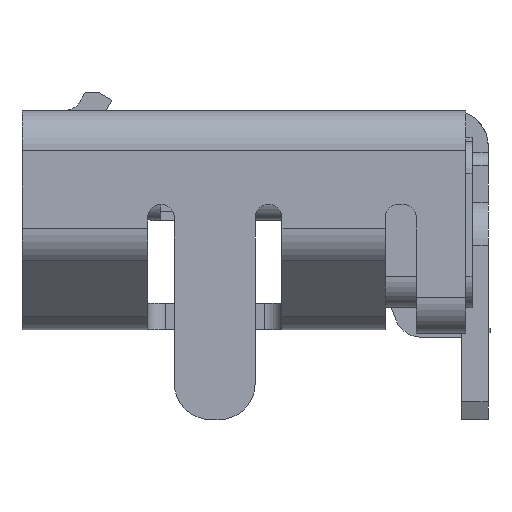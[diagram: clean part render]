
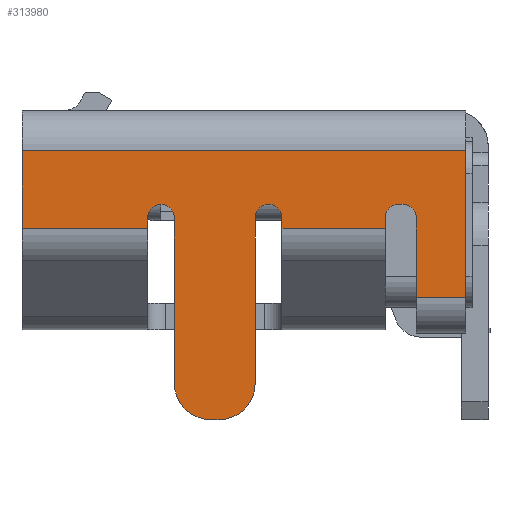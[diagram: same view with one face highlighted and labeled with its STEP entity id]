
A CAD part, left-side view. The second image highlights one B-rep face of the part: STEP entity #313980.
In plain terms, the highlighted planar face has unit normal (-1, 0, 0).
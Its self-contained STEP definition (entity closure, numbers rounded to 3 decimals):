
#56490=CARTESIAN_POINT('',(-15.5,-20.,0.87));
#56500=VERTEX_POINT('',#56490);
#56530=CARTESIAN_POINT('',(-15.5,-20.,0.));
#56540=DIRECTION('',(-0.,-0.,-1.));
#56550=VECTOR('',#56540,1.);
#56560=LINE('',#56530,#56550);
#56570=CARTESIAN_POINT('',(-15.5,-20.,2.51));
#56580=VERTEX_POINT('',#56570);
#56590=EDGE_CURVE('',#56580,#56500,#56560,.T.);
#242340=CARTESIAN_POINT('',(-15.5,-19.437,
0.87));
#242350=DIRECTION('',(0.,-1.,0.));
#242360=VECTOR('',#242350,1.);
#242370=LINE('',#242340,#242360);
#242380=CARTESIAN_POINT('',(-15.5,-19.45,0.87));
#242390=VERTEX_POINT('',#242380);
#242400=EDGE_CURVE('',#242390,#56500,#242370,.T.);
#242790=CARTESIAN_POINT('',(-15.5,-19.1,1.643));
#242800=VERTEX_POINT('',#242790);
#242830=CARTESIAN_POINT('',(-15.5,-19.1,0.));
#242840=DIRECTION('',(-0.,-0.,1.));
#242850=VECTOR('',#242840,1.);
#242860=LINE('',#242830,#242850);
#242870=CARTESIAN_POINT('',(-15.5,-19.1,1.76));
#242880=VERTEX_POINT('',#242870);
#242890=EDGE_CURVE('',#242800,#242880,#242860,.T.);
#290530=CARTESIAN_POINT('',(-15.5,-20.099,2.51));
#290540=DIRECTION('',(0.,1.,0.));
#290550=VECTOR('',#290540,1.);
#290560=LINE('',#290530,#290550);
#290570=CARTESIAN_POINT('',(-15.5,-15.05,2.51));
#290580=VERTEX_POINT('',#290570);
#290590=EDGE_CURVE('',#56580,#290580,#290560,.T.);
#312120=CARTESIAN_POINT('',(-15.5,-19.25,1.76));
#312130=DIRECTION('',(-1.,0.,0.));
#312140=DIRECTION('',(0.,1.,0.));
#312150=AXIS2_PLACEMENT_3D('',#312120,#312130,#312140);
#312160=CIRCLE('',#312150,0.15);
#312170=CARTESIAN_POINT('',(-15.5,-19.25,1.91));
#312180=VERTEX_POINT('',#312170);
#312190=EDGE_CURVE('',#312180,#242880,#312160,.T.);
#312400=CARTESIAN_POINT('',(-15.5,-19.3,1.91));
#312410=VERTEX_POINT('',#312400);
#312460=CARTESIAN_POINT('',(-15.5,0.,1.91));
#312470=DIRECTION('',(-0.,-1.,0.));
#312480=VECTOR('',#312470,1.);
#312490=LINE('',#312460,#312480);
#312500=EDGE_CURVE('',#312180,#312410,#312490,.T.);
#312610=CARTESIAN_POINT('',(-15.5,-19.3,1.76));
#312620=DIRECTION('',(-1.,0.,0.));
#312630=DIRECTION('',(0.,1.,0.));
#312640=AXIS2_PLACEMENT_3D('',#312610,#312620,#312630);
#312650=CIRCLE('',#312640,0.15);
#312660=CARTESIAN_POINT('',(-15.5,-19.45,1.76));
#312670=VERTEX_POINT('',#312660);
#312680=EDGE_CURVE('',#312670,#312410,#312650,.T.);
#312800=CARTESIAN_POINT('',(-15.5,-14.951,2.57));
#312810=DIRECTION('',(-1.,0.,0.));
#312820=DIRECTION('',(0.,1.,0.));
#312830=AXIS2_PLACEMENT_3D('',#312800,#312810,#312820);
#312840=PLANE('',#312830);
#312850=CARTESIAN_POINT('',(-15.5,-17.95,0.));
#312860=DIRECTION('',(-0.,-0.,1.));
#312870=VECTOR('',#312860,1.);
#312880=LINE('',#312850,#312870);
#312890=CARTESIAN_POINT('',(-15.5,-17.95,1.643));
#312900=VERTEX_POINT('',#312890);
#312910=CARTESIAN_POINT('',(-15.5,-17.95,1.76));
#312920=VERTEX_POINT('',#312910);
#312930=EDGE_CURVE('',#312900,#312920,#312880,.T.);
#312940=ORIENTED_EDGE('',*,*,#312930,.F.);
#312950=CARTESIAN_POINT('',(-15.5,-17.8,1.76));
#312960=DIRECTION('',(-1.,0.,0.));
#312970=DIRECTION('',(0.,1.,0.));
#312980=AXIS2_PLACEMENT_3D('',#312950,#312960,#312970);
#312990=CIRCLE('',#312980,0.15);
#313000=CARTESIAN_POINT('',(-15.5,-17.65,1.76));
#313010=VERTEX_POINT('',#313000);
#313020=EDGE_CURVE('',#312920,#313010,#312990,.T.);
#313030=ORIENTED_EDGE('',*,*,#313020,.F.);
#313040=CARTESIAN_POINT('',(-15.5,-17.65,0.));
#313050=DIRECTION('',(-0.,-0.,1.));
#313060=VECTOR('',#313050,1.);
#313070=LINE('',#313040,#313060);
#313080=CARTESIAN_POINT('',(-15.5,-17.65,-0.09));
#313090=VERTEX_POINT('',#313080);
#313100=EDGE_CURVE('',#313090,#313010,#313070,.T.);
#313110=ORIENTED_EDGE('',*,*,#313100,.T.);
#313120=CARTESIAN_POINT('',(-15.5,-17.25,-0.09));
#313130=DIRECTION('',(1.,-0.,-0.));
#313140=DIRECTION('',(0.,1.,0.));
#313150=AXIS2_PLACEMENT_3D('',#313120,#313130,#313140);
#313160=CIRCLE('',#313150,0.4);
#313170=CARTESIAN_POINT('',(-15.5,-17.25,-0.49));
#313180=VERTEX_POINT('',#313170);
#313190=EDGE_CURVE('',#313090,#313180,#313160,.T.);
#313200=ORIENTED_EDGE('',*,*,#313190,.F.);
#313210=CARTESIAN_POINT('',(-15.5,0.,-0.49));
#313220=DIRECTION('',(-0.,-1.,0.));
#313230=VECTOR('',#313220,1.);
#313240=LINE('',#313210,#313230);
#313250=CARTESIAN_POINT('',(-15.5,-17.15,-0.49));
#313260=VERTEX_POINT('',#313250);
#313270=EDGE_CURVE('',#313260,#313180,#313240,.T.);
#313280=ORIENTED_EDGE('',*,*,#313270,.T.);
#313290=CARTESIAN_POINT('',(-15.5,-17.15,-0.09))
;
#313300=DIRECTION('',(1.,-0.,-0.));
#313310=DIRECTION('',(0.,1.,0.));
#313320=AXIS2_PLACEMENT_3D('',#313290,#313300,#313310);
#313330=CIRCLE('',#313320,0.4);
#313340=CARTESIAN_POINT('',(-15.5,-16.75,-0.09))
;
#313350=VERTEX_POINT('',#313340);
#313360=EDGE_CURVE('',#313260,#313350,#313330,.T.);
#313370=ORIENTED_EDGE('',*,*,#313360,.F.);
#313380=CARTESIAN_POINT('',(-15.5,-16.75,0.));
#313390=DIRECTION('',(-0.,-0.,-1.));
#313400=VECTOR('',#313390,1.);
#313410=LINE('',#313380,#313400);
#313420=CARTESIAN_POINT('',(-15.5,-16.75,1.76));
#313430=VERTEX_POINT('',#313420);
#313440=EDGE_CURVE('',#313430,#313350,#313410,.T.);
#313450=ORIENTED_EDGE('',*,*,#313440,.T.);
#313460=CARTESIAN_POINT('',(-15.5,-16.6,1.76));
#313470=DIRECTION('',(-1.,-0.,-0.));
#313480=DIRECTION('',(0.,-1.,0.));
#313490=AXIS2_PLACEMENT_3D('',#313460,#313470,#313480);
#313500=CIRCLE('',#313490,0.15);
#313510=CARTESIAN_POINT('',(-15.5,-16.45,1.76));
#313520=VERTEX_POINT('',#313510);
#313530=EDGE_CURVE('',#313430,#313520,#313500,.T.);
#313540=ORIENTED_EDGE('',*,*,#313530,.F.);
#313550=CARTESIAN_POINT('',(-15.5,-16.45,0.));
#313560=DIRECTION('',(0.,0.,-1.));
#313570=VECTOR('',#313560,1.);
#313580=LINE('',#313550,#313570);
#313590=CARTESIAN_POINT('',(-15.5,-16.45,1.643));
#313600=VERTEX_POINT('',#313590);
#313610=EDGE_CURVE('',#313520,#313600,#313580,.T.);
#313620=ORIENTED_EDGE('',*,*,#313610,.F.);
#313630=CARTESIAN_POINT('',(-15.5,-15.022,1.643));
#313640=DIRECTION('',(0.,-1.,0.));
#313650=VECTOR('',#313640,1.);
#313660=LINE('',#313630,#313650);
#313670=CARTESIAN_POINT('',(-15.5,-15.05,1.643));
#313680=VERTEX_POINT('',#313670);
#313690=EDGE_CURVE('',#313680,#313600,#313660,.T.);
#313700=ORIENTED_EDGE('',*,*,#313690,.T.);
#313710=CARTESIAN_POINT('',(-15.5,-15.05,0.));
#313720=DIRECTION('',(-0.,0.,-1.));
#313730=VECTOR('',#313720,1.);
#313740=LINE('',#313710,#313730);
#313750=EDGE_CURVE('',#290580,#313680,#313740,.T.);
#313760=ORIENTED_EDGE('',*,*,#313750,.T.);
#313770=ORIENTED_EDGE('',*,*,#290590,.T.);
#313780=ORIENTED_EDGE('',*,*,#56590,.F.);
#313790=ORIENTED_EDGE('',*,*,#242400,.T.);
#313800=CARTESIAN_POINT('',(-15.5,-19.45,0.));
#313810=DIRECTION('',(0.,0.,-1.));
#313820=VECTOR('',#313810,1.);
#313830=LINE('',#313800,#313820);
#313840=EDGE_CURVE('',#312670,#242390,#313830,.T.);
#313850=ORIENTED_EDGE('',*,*,#313840,.T.);
#313860=ORIENTED_EDGE('',*,*,#312680,.F.);
#313870=ORIENTED_EDGE('',*,*,#312500,.T.);
#313880=ORIENTED_EDGE('',*,*,#312190,.F.);
#313890=ORIENTED_EDGE('',*,*,#242890,.T.);
#313900=CARTESIAN_POINT('',(-15.5,-17.927,1.643));
#313910=DIRECTION('',(0.,-1.,0.));
#313920=VECTOR('',#313910,1.);
#313930=LINE('',#313900,#313920);
#313940=EDGE_CURVE('',#312900,#242800,#313930,.T.);
#313950=ORIENTED_EDGE('',*,*,#313940,.T.);
#313960=EDGE_LOOP('',(#313950,#313890,#313880,#313870,#313860,#313850,
#313790,#313780,#313770,#313760,#313700,#313620,#313540,#313450,#313370,
#313280,#313200,#313110,#313030,#312940));
#313970=FACE_OUTER_BOUND('',#313960,.T.);
#313980=ADVANCED_FACE('',(#313970),#312840,.T.);
